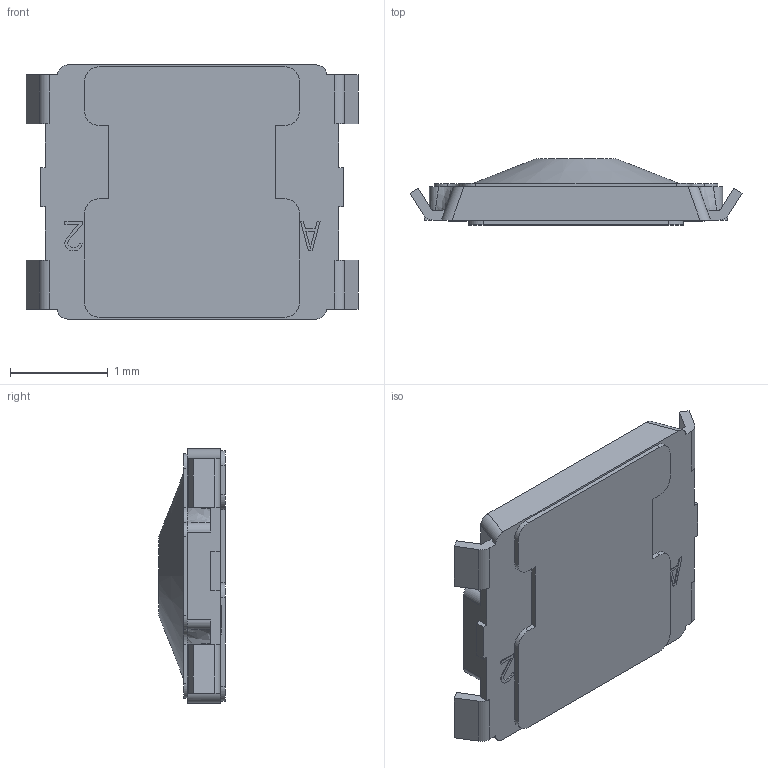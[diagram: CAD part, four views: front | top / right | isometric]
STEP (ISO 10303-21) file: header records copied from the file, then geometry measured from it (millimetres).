
FILE_DESCRIPTION(/* description */ (''),/* implementation_level */ '2;1');
FILE_NAME(/* name */ 'KMT021NGJLHS.step',/* time_stamp */ '2022-02-10T16:39:57+01:00',/* author */ (''),/* organization */ (''),/* preprocessor_version */ 'ST-DEVELOPER v18.1',/* originating_system */ 'Autodesk Translation Framework v10.13.0.1454',/* authorisation */ '');
FILE_SCHEMA (('AUTOMOTIVE_DESIGN { 1 0 10303 214 3 1 1 }'));
Length unit declared in the file: metre
Products named in the file (1): (Unsaved)
Bounding box: 3.4 x 0.68 x 2.6 mm (x, y, z)
Volume: 3.5 mm3; surface area: 21.5 mm2
Topology: 1 solids, 1 shells, 156 faces, 436 edges, 288 vertices
Faces by surface type: plane 113, cylinder 38, bspline 4, cone 1
Entity records: 5186 total; most frequent: CARTESIAN_POINT 1023, ORIENTED_EDGE 872, DIRECTION 828, EDGE_CURVE 436, LINE 338, VECTOR 338, VERTEX_POINT 288, AXIS2_PLACEMENT_3D 245
